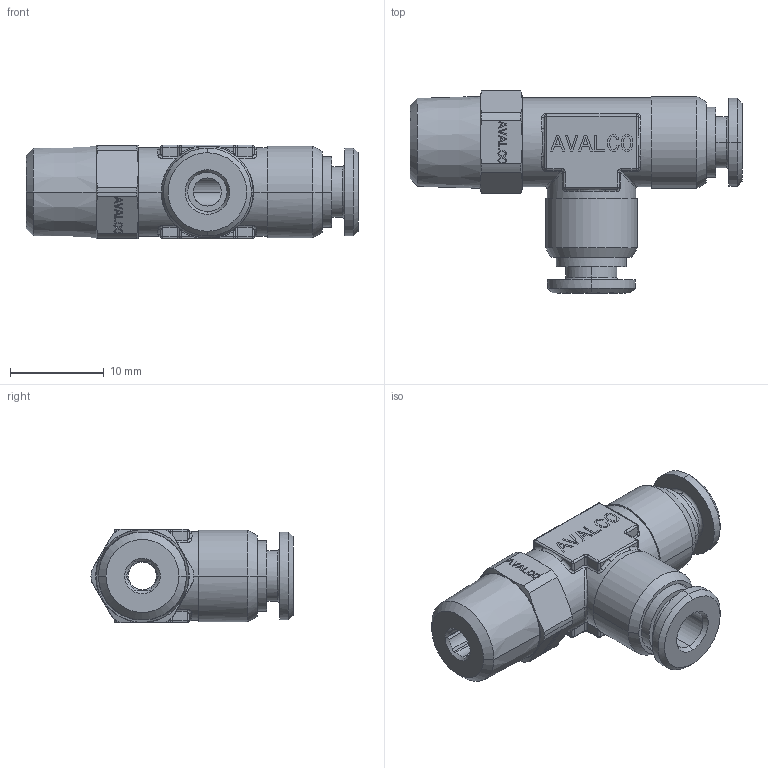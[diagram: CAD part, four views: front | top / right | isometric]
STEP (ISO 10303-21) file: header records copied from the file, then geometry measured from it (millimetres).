
FILE_DESCRIPTION(('CATIA V5 STEP Exchange'),'2;1');
FILE_NAME('PR425B-04R18.stp','2018-04-14T14:34:19+00:00',('none'),('none'),'CATIA Version 5 Release 21 GA (IN-10)','CATIA V5 STEP AP203','none');
FILE_SCHEMA(('CONFIG_CONTROL_DESIGN'));
Length unit declared in the file: millimetre
Products named in the file (1): PR425B-04R18
Bounding box: 35.5 x 21.6 x 10 mm (x, y, z)
Volume: 2799.1 mm3; surface area: 2473.8 mm2
Topology: 1 solids, 1 shells, 827 faces, 2189 edges, 1416 vertices
Faces by surface type: plane 629, cylinder 98, cone 42, torus 24, bspline 22, sphere 12
Entity records: 26919 total; most frequent: CARTESIAN_POINT 7360, ORIENTED_EDGE 4378, DIRECTION 3368, EDGE_CURVE 2189, VECTOR 1768, LINE 1768, VERTEX_POINT 1416, AXIS2_PLACEMENT_3D 905
